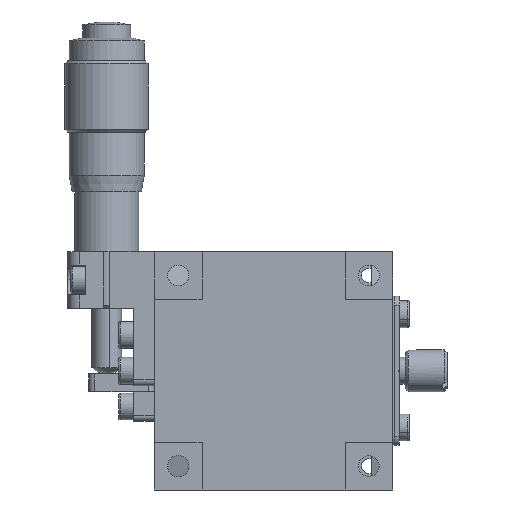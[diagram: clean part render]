
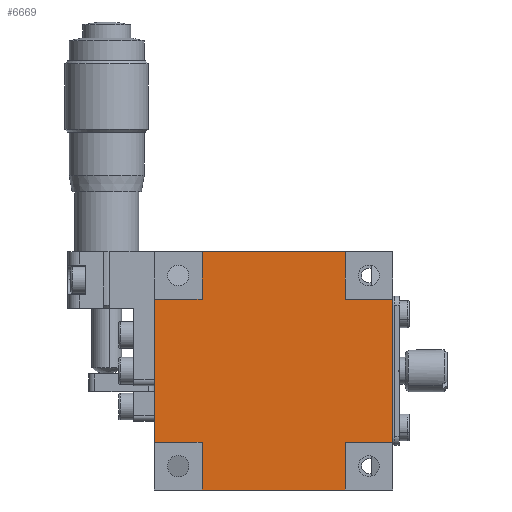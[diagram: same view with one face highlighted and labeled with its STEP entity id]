
A CAD part, front view. The second image highlights one B-rep face of the part: STEP entity #6669.
In plain terms, the highlighted planar face has unit normal (0, -1, 0).
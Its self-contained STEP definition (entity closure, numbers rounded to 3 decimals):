
#110 = LINE ( 'NONE', #2747, #6641 ) ;
#182 = EDGE_CURVE ( 'NONE', #8119, #6578, #6965, .T. ) ;
#216 = CARTESIAN_POINT ( 'NONE',  ( -20., 0.5, -12. ) ) ;
#354 = LINE ( 'NONE', #11460, #10746 ) ;
#355 = CARTESIAN_POINT ( 'NONE',  ( 20., 0.5, -12. ) ) ;
#430 = DIRECTION ( 'NONE',  ( -1., 0., 0. ) ) ;
#694 = VERTEX_POINT ( 'NONE', #355 ) ;
#746 = ORIENTED_EDGE ( 'NONE', *, *, #182, .T. ) ;
#776 = VECTOR ( 'NONE', #15008, 1000. ) ;
#1125 = VERTEX_POINT ( 'NONE', #9278 ) ;
#1138 = DIRECTION ( 'NONE',  ( 1., 0., 0. ) ) ;
#1259 = ORIENTED_EDGE ( 'NONE', *, *, #7107, .T. ) ;
#1680 = CARTESIAN_POINT ( 'NONE',  ( -12., 0.5, -12. ) ) ;
#1947 = ORIENTED_EDGE ( 'NONE', *, *, #14473, .T. ) ;
#2217 = EDGE_CURVE ( 'NONE', #7457, #694, #15057, .T. ) ;
#2271 = VECTOR ( 'NONE', #3834, 1000. ) ;
#2408 = EDGE_CURVE ( 'NONE', #694, #8119, #6092, .T. ) ;
#2747 = CARTESIAN_POINT ( 'NONE',  ( 12., 0.5, -20. ) ) ;
#3111 = CARTESIAN_POINT ( 'NONE',  ( -20., 0.5, 12. ) ) ;
#3180 = VECTOR ( 'NONE', #10596, 1000. ) ;
#3201 = EDGE_CURVE ( 'NONE', #1125, #7457, #15027, .T. ) ;
#3239 = EDGE_CURVE ( 'NONE', #6578, #6666, #354, .T. ) ;
#3705 = EDGE_LOOP ( 'NONE', ( #1259, #12101, #4986, #13590, #5064, #12319, #15889, #10653, #13640, #746, #4929, #1947 ) ) ;
#3834 = DIRECTION ( 'NONE',  ( -1., 0., 0. ) ) ;
#3888 = CARTESIAN_POINT ( 'NONE',  ( 12., 0.5, -12. ) ) ;
#4082 = DIRECTION ( 'NONE',  ( 0., 0., -1. ) ) ;
#4101 = CARTESIAN_POINT ( 'NONE',  ( -12., 0.5, -12. ) ) ;
#4466 = CARTESIAN_POINT ( 'NONE',  ( 20., 0.5, 12. ) ) ;
#4929 = ORIENTED_EDGE ( 'NONE', *, *, #3239, .T. ) ;
#4986 = ORIENTED_EDGE ( 'NONE', *, *, #14682, .T. ) ;
#5061 = VECTOR ( 'NONE', #8777, 1000. ) ;
#5064 = ORIENTED_EDGE ( 'NONE', *, *, #10029, .T. ) ;
#5088 = LINE ( 'NONE', #10907, #15094 ) ;
#5242 = CARTESIAN_POINT ( 'NONE',  ( -20., 0.5, 12. ) ) ;
#5267 = FACE_OUTER_BOUND ( 'NONE', #3705, .T. ) ;
#5411 = CARTESIAN_POINT ( 'NONE',  ( -12., 0.5, 12. ) ) ;
#5727 = LINE ( 'NONE', #3111, #2271 ) ;
#5826 = VERTEX_POINT ( 'NONE', #5242 ) ;
#6092 = LINE ( 'NONE', #4466, #12197 ) ;
#6578 = VERTEX_POINT ( 'NONE', #16317 ) ;
#6641 = VECTOR ( 'NONE', #1138, 1000. ) ;
#6666 = VERTEX_POINT ( 'NONE', #7822 ) ;
#6669 = ADVANCED_FACE ( 'NONE', ( #5267 ), #12846, .F. ) ;
#6965 = LINE ( 'NONE', #14296, #7361 ) ;
#7044 = LINE ( 'NONE', #4101, #3180 ) ;
#7107 = EDGE_CURVE ( 'NONE', #15681, #16396, #16059, .T. ) ;
#7361 = VECTOR ( 'NONE', #430, 1000. ) ;
#7457 = VERTEX_POINT ( 'NONE', #13251 ) ;
#7656 = DIRECTION ( 'NONE',  ( 0., 0., 1. ) ) ;
#7709 = DIRECTION ( 'NONE',  ( -1., 0., 0. ) ) ;
#7716 = VECTOR ( 'NONE', #7709, 1000. ) ;
#7822 = CARTESIAN_POINT ( 'NONE',  ( 12., 0.5, 20. ) ) ;
#8026 = LINE ( 'NONE', #8473, #11081 ) ;
#8119 = VERTEX_POINT ( 'NONE', #14314 ) ;
#8177 = EDGE_CURVE ( 'NONE', #16243, #1125, #110, .T. ) ;
#8346 = DIRECTION ( 'NONE',  ( 0., 0., -1. ) ) ;
#8473 = CARTESIAN_POINT ( 'NONE',  ( -12., 0.5, -20. ) ) ;
#8626 = EDGE_CURVE ( 'NONE', #12329, #16474, #7044, .T. ) ;
#8707 = VECTOR ( 'NONE', #8963, 1000. ) ;
#8777 = DIRECTION ( 'NONE',  ( 1., 0., 0. ) ) ;
#8778 = CARTESIAN_POINT ( 'NONE',  ( -12., 0.5, 12. ) ) ;
#8963 = DIRECTION ( 'NONE',  ( 0., 0., -1. ) ) ;
#9278 = CARTESIAN_POINT ( 'NONE',  ( 12., 0.5, -20. ) ) ;
#9573 = DIRECTION ( 'NONE',  ( 0., 0., 1. ) ) ;
#9920 = CARTESIAN_POINT ( 'NONE',  ( 20., 0.5, -12. ) ) ;
#10029 = EDGE_CURVE ( 'NONE', #16474, #16243, #8026, .T. ) ;
#10090 = CARTESIAN_POINT ( 'NONE',  ( -12., 0.5, -20. ) ) ;
#10215 = DIRECTION ( 'NONE',  ( 0., 0., 1. ) ) ;
#10421 = DIRECTION ( 'NONE',  ( 0., 1., 0. ) ) ;
#10596 = DIRECTION ( 'NONE',  ( 1., 0., 0. ) ) ;
#10653 = ORIENTED_EDGE ( 'NONE', *, *, #2217, .T. ) ;
#10746 = VECTOR ( 'NONE', #10215, 1000. ) ;
#10907 = CARTESIAN_POINT ( 'NONE',  ( -20., 0.5, -12. ) ) ;
#11081 = VECTOR ( 'NONE', #4082, 1000. ) ;
#11200 = LINE ( 'NONE', #12952, #7716 ) ;
#11337 = AXIS2_PLACEMENT_3D ( 'NONE', #13835, #10421, #7656 ) ;
#11460 = CARTESIAN_POINT ( 'NONE',  ( 12., 0.5, 20. ) ) ;
#11888 = CARTESIAN_POINT ( 'NONE',  ( -12., 0.5, 20. ) ) ;
#12101 = ORIENTED_EDGE ( 'NONE', *, *, #12184, .T. ) ;
#12184 = EDGE_CURVE ( 'NONE', #16396, #5826, #5727, .T. ) ;
#12197 = VECTOR ( 'NONE', #9573, 1000. ) ;
#12319 = ORIENTED_EDGE ( 'NONE', *, *, #8177, .T. ) ;
#12329 = VERTEX_POINT ( 'NONE', #216 ) ;
#12846 = PLANE ( 'NONE',  #11337 ) ;
#12952 = CARTESIAN_POINT ( 'NONE',  ( -12., 0.5, 20. ) ) ;
#13251 = CARTESIAN_POINT ( 'NONE',  ( 12., 0.5, -12. ) ) ;
#13590 = ORIENTED_EDGE ( 'NONE', *, *, #8626, .T. ) ;
#13640 = ORIENTED_EDGE ( 'NONE', *, *, #2408, .T. ) ;
#13835 = CARTESIAN_POINT ( 'NONE',  ( 0., 0.5, 0. ) ) ;
#14296 = CARTESIAN_POINT ( 'NONE',  ( 12., 0.5, 12. ) ) ;
#14314 = CARTESIAN_POINT ( 'NONE',  ( 20., 0.5, 12. ) ) ;
#14473 = EDGE_CURVE ( 'NONE', #6666, #15681, #11200, .T. ) ;
#14682 = EDGE_CURVE ( 'NONE', #5826, #12329, #5088, .T. ) ;
#15008 = DIRECTION ( 'NONE',  ( 0., 0., 1. ) ) ;
#15027 = LINE ( 'NONE', #3888, #776 ) ;
#15057 = LINE ( 'NONE', #9920, #5061 ) ;
#15094 = VECTOR ( 'NONE', #8346, 1000. ) ;
#15681 = VERTEX_POINT ( 'NONE', #11888 ) ;
#15889 = ORIENTED_EDGE ( 'NONE', *, *, #3201, .T. ) ;
#16059 = LINE ( 'NONE', #8778, #8707 ) ;
#16243 = VERTEX_POINT ( 'NONE', #10090 ) ;
#16317 = CARTESIAN_POINT ( 'NONE',  ( 12., 0.5, 12. ) ) ;
#16396 = VERTEX_POINT ( 'NONE', #5411 ) ;
#16474 = VERTEX_POINT ( 'NONE', #1680 ) ;
